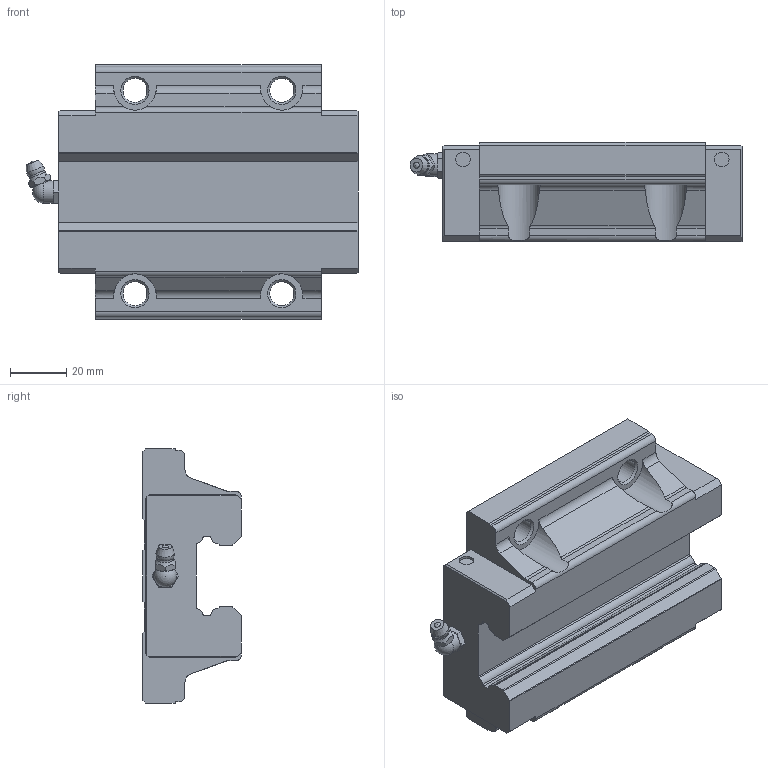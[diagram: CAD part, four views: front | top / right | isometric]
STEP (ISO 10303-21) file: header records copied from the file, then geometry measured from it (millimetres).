
FILE_DESCRIPTION(/* description */ ('STEP AP214'),/* implementation_level */ '2;1');
FILE_NAME(/* name */ 'SHS30C1SS(GK) BLOCK(B-M6F1)',/* time_stamp */ '2023-02-06T12:23:35+01:00',/* author */ ('License CC BY-ND 4.0'),/* organization */ ('CADENAS'),/* preprocessor_version */ 'ST-DEVELOPER v18.102',/* originating_system */ 'PARTsolutions',/* authorisation */ ' ');
FILE_SCHEMA (('AUTOMOTIVE_DESIGN {1 0 10303 214 3 1 1}'));
Length unit declared in the file: millimetre
Products named in the file (3): SHS30C1SS(GK) BLOCK(B-M6F1); B-M6F-SHS_grease_nipple_joint; SHS30CSSB-M6F1 Slide25-55
Assembly tree (2 placements, depth 2):
  SHS30C1SS(GK) BLOCK(B-M6F1)
    B-M6F-SHS_grease_nipple_joint
    SHS30CSSB-M6F1 Slide25-55
Bounding box: 117.6 x 35 x 90 mm (x, y, z)
Volume: 214047.6 mm3; surface area: 33947.3 mm2
Topology: 2 solids, 2 shells, 176 faces, 486 edges, 319 vertices
Faces by surface type: plane 98, cylinder 52, cone 21, sphere 3, torus 2
Full cylindrical faces by diameter (mm): 4.917 x2, 5.2 x4, 6 x1, 8 x1, 8.5 x4
Entity records: 5495 total; most frequent: CARTESIAN_POINT 1110, DIRECTION 882, ORIENTED_EDGE 876, EDGE_CURVE 438, AXIS2_PLACEMENT_3D 309, VERTEX_POINT 305, LINE 264, VECTOR 264
